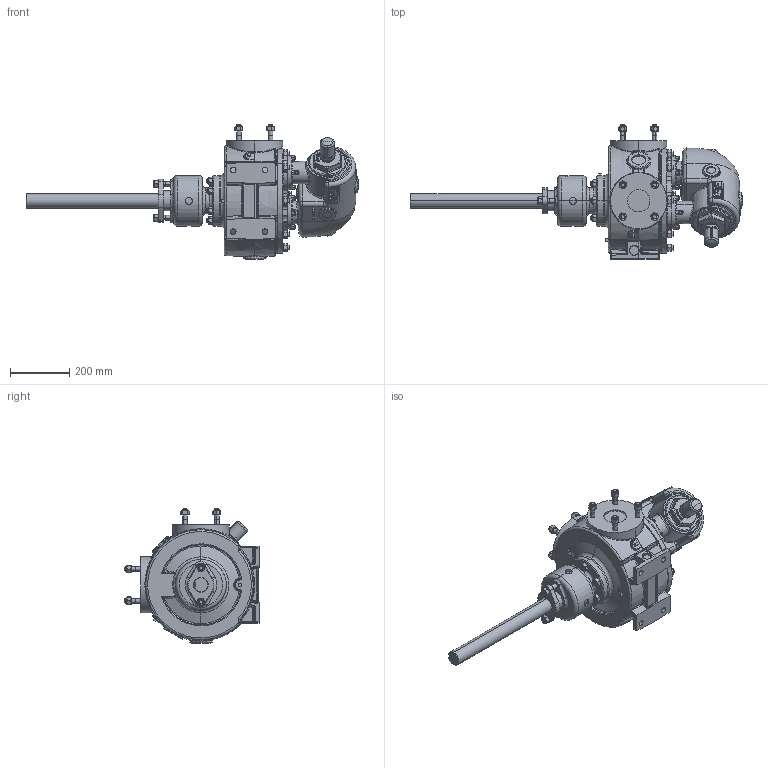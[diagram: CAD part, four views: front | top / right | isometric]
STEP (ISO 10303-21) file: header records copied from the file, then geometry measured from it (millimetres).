
FILE_DESCRIPTION (( 'STEP AP214' ), '1' );
FILE_NAME ('Q34.STEP', '2016-11-16T16:41:28', ( '' ), ( '' ), 'SwSTEP 2.0', 'SolidWorks 2015', '' );
FILE_SCHEMA (( 'AUTOMOTIVE_DESIGN' ));
Length unit declared in the file: inch
Products named in the file (2): Q34
Bounding box: 1124.46 x 453.9 x 454.41 mm (x, y, z)
Volume: 36552029.8 mm3; surface area: 1163708.1 mm2
Topology: 1 solids, 1 shells, 3032 faces, 7371 edges, 4446 vertices
Faces by surface type: plane 922, bspline 780, cone 605, cylinder 504, torus 141, sphere 80
Entity records: 171794 total; most frequent: CARTESIAN_POINT 83692, ORIENTED_EDGE 14504, DIRECTION 11057, EDGE_CURVE 7252, VERTEX_POINT 4442, AXIS2_PLACEMENT_3D 4429, EDGE_LOOP 3282, ADVANCED_FACE 3032
